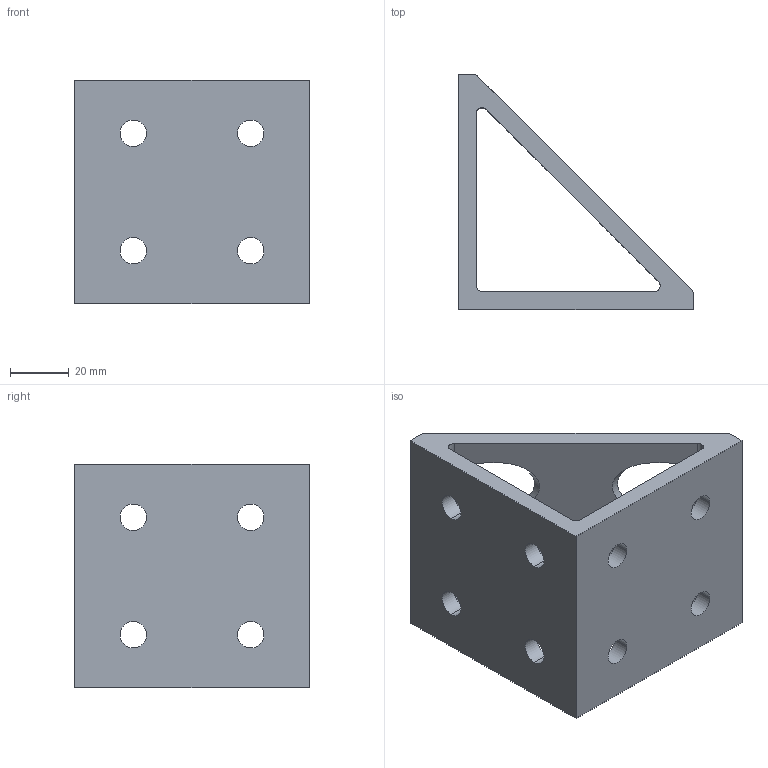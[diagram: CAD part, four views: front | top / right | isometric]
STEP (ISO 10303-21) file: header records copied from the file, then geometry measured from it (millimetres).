
FILE_DESCRIPTION (( 'STEP AP203' ), '1' );
FILE_NAME ('151228.step', '2021-06-03T16:38:19', ( '' ), ( '' ), 'SwSTEP 2.0', 'SolidWorks 2021', '' );
FILE_SCHEMA (( 'CONFIG_CONTROL_DESIGN' ));
Length unit declared in the file: millimetre
Products named in the file (1): 151228
Bounding box: 80 x 80 x 76 mm (x, y, z)
Volume: 100478 mm3; surface area: 38431.6 mm2
Topology: 1 solids, 1 shells, 78 faces, 208 edges, 128 vertices
Faces by surface type: cylinder 64, plane 10, bspline 4
Entity records: 3123 total; most frequent: CARTESIAN_POINT 1251, ORIENTED_EDGE 416, DIRECTION 338, EDGE_CURVE 208, AXIS2_PLACEMENT_3D 131, VERTEX_POINT 128, EDGE_LOOP 100, FACE_OUTER_BOUND 78
